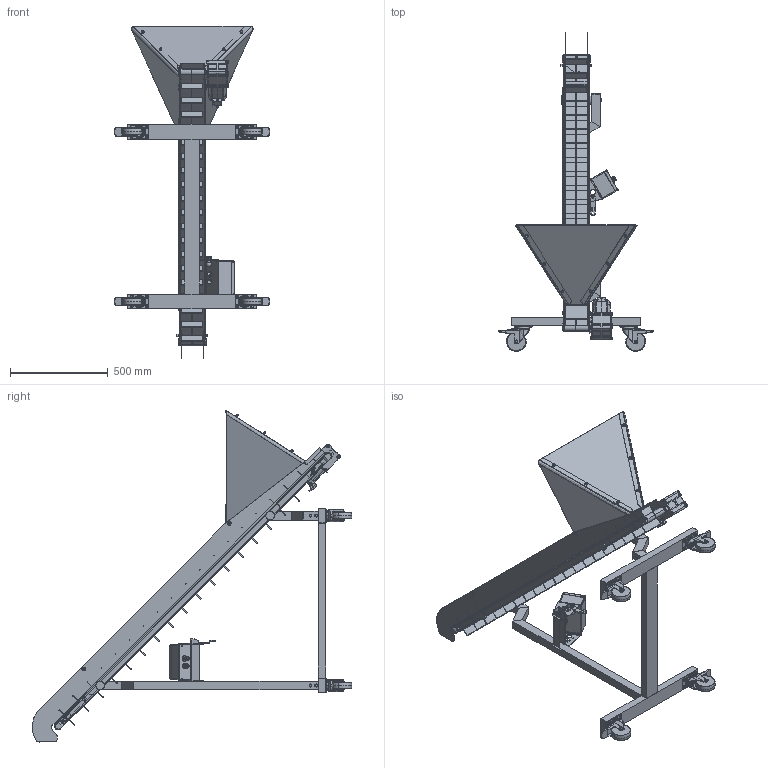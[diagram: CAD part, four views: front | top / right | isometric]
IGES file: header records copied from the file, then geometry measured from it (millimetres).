
Start section: SolidWorks IGES file using analytic representation for surfaces
Global section: file name: Autofeed_IGS.igs; native system: SolidWorks 2019; preprocessor: SolidWorks 2019; author: Jesse.Glassford; date: 220215.154517; units: inch
Bounding box: 793.8 x 1635.08 x 1699.75 mm (x, y, z)
Surface area: 4502454.4 mm2 (no closed solid volume)
Topology: 0 solids, 0 shells, 1547 faces, 25820 edges, 25796 vertices
Faces by surface type: bspline 873, revolution 674
